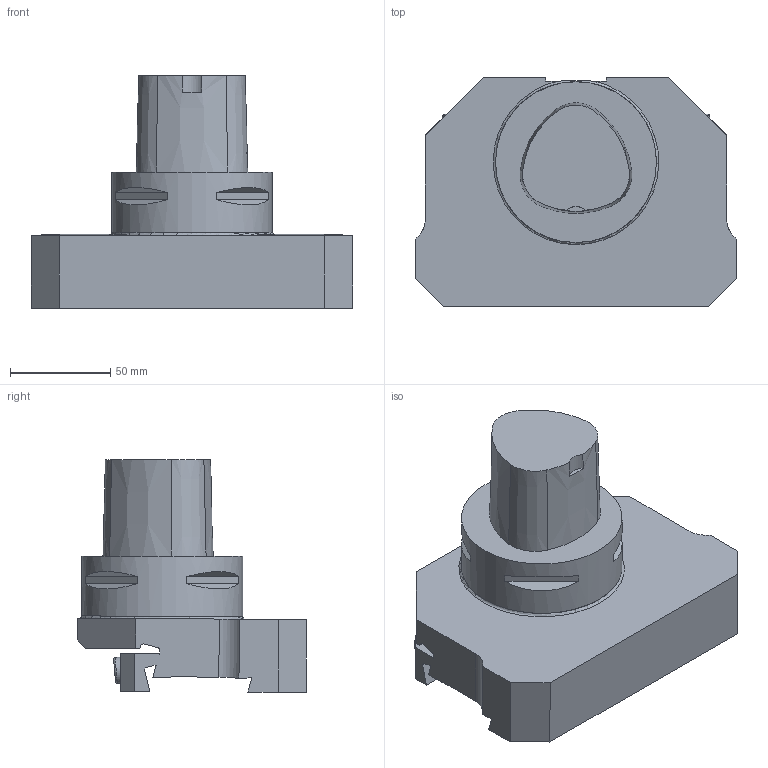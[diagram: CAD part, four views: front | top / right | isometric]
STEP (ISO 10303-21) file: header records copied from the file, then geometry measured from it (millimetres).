
FILE_DESCRIPTION(/* description */ (''),/* implementation_level */ '2;1');
FILE_NAME(/* name */ '1604995212251.stp',/* time_stamp */ '2020-11-10T13:30:25+05:00',/* author */ (''),/* organization */ ('SMS'),/* preprocessor_version */ 'ST-DEVELOPER v16.7',/* originating_system */ 'SIEMENS PLM Software NX 12.0',/* authorisation */ '');
FILE_SCHEMA (('AUTOMOTIVE_DESIGN { 1 0 10303 214 3 1 1 1 }'));
Length unit declared in the file: millimetre
Products named in the file (1): 201607496mod000_01
Bounding box: 160 x 114.06 x 115.88 mm (x, y, z)
Volume: 737092.9 mm3; surface area: 81743.2 mm2
Topology: 1 solids, 1 shells, 85 faces, 217 edges, 147 vertices
Faces by surface type: plane 63, cylinder 11, cone 6, torus 5
Full cylindrical faces by diameter (mm): 13 x4, 80 x1
Entity records: 2550 total; most frequent: CARTESIAN_POINT 443, DIRECTION 434, ORIENTED_EDGE 402, EDGE_CURVE 201, AXIS2_PLACEMENT_3D 146, LINE 142, VECTOR 142, VERTEX_POINT 137
